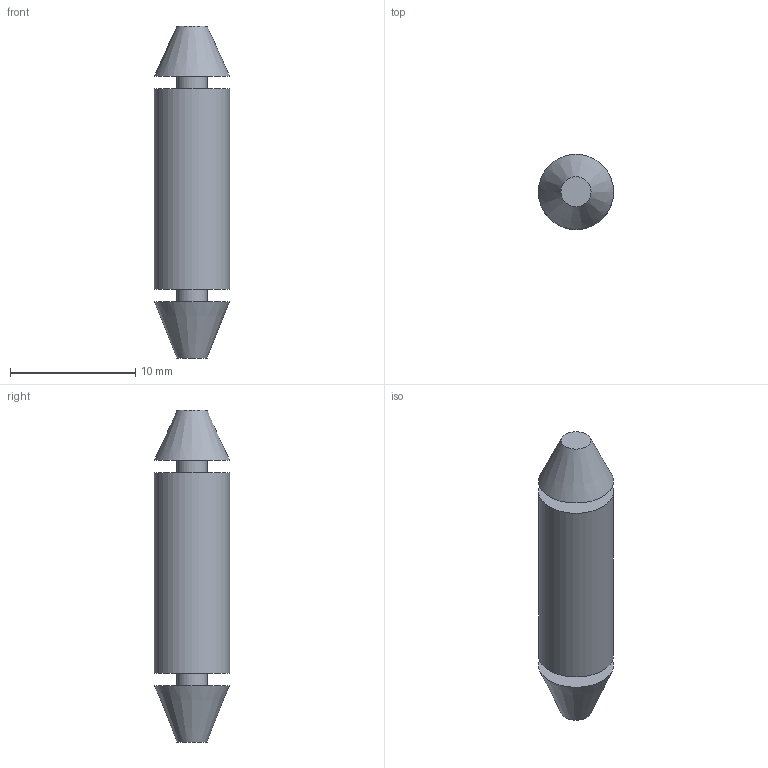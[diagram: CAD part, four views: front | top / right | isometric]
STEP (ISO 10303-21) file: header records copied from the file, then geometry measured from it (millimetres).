
FILE_DESCRIPTION(/* description */ (''),/* implementation_level */ '2;1');
FILE_NAME(/* name */ 'entretoise richco - recenter.stp',/* time_stamp */ '2020-04-16T10:18:20-04:00',/* author */ ('huesof'),/* organization */ (''),/* preprocessor_version */ 'ST-DEVELOPER v18',/* originating_system */ 'Autodesk Inventor 2020',/* authorisation */ '');
FILE_SCHEMA (('AUTOMOTIVE_DESIGN { 1 0 10303 214 3 1 1 }'));
Length unit declared in the file: millimetre
Products named in the file (1): entretoise richco - recenter
Bounding box: 6 x 6 x 26.5 mm (x, y, z)
Volume: 586.4 mm3; surface area: 542.5 mm2
Topology: 1 solids, 1 shells, 11 faces, 20 edges, 15 vertices
Faces by surface type: plane 6, cylinder 3, cone 2
Full cylindrical faces by diameter (mm): 2.4 x2, 6 x1
Entity records: 330 total; most frequent: DIRECTION 59, CARTESIAN_POINT 47, ORIENTED_EDGE 40, AXIS2_PLACEMENT_3D 27, EDGE_CURVE 20, EDGE_LOOP 15, CIRCLE 15, VERTEX_POINT 15
